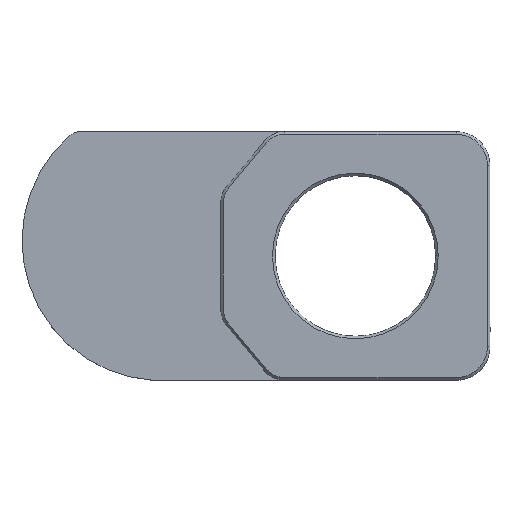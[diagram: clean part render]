
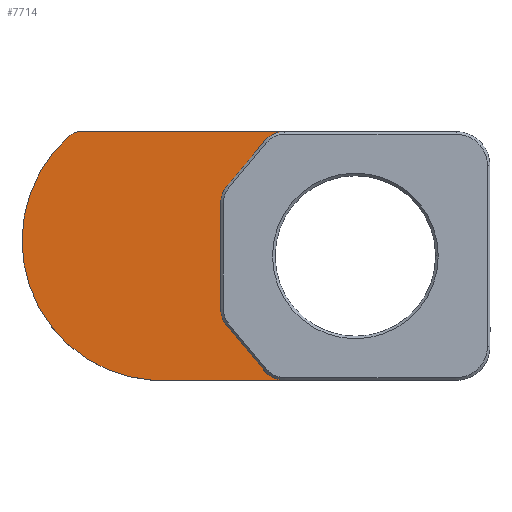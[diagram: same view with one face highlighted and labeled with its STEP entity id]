
A CAD part, top view. The second image highlights one B-rep face of the part: STEP entity #7714.
In plain terms, the highlighted planar face has unit normal (0, 0, 1).
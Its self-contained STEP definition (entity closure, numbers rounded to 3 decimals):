
#479 = DIRECTION ( 'NONE',  ( -1., 0., 0. ) ) ;
#593 = ORIENTED_EDGE ( 'NONE', *, *, #8447, .F. ) ;
#811 = VERTEX_POINT ( 'NONE', #5639 ) ;
#958 = ORIENTED_EDGE ( 'NONE', *, *, #17425, .F. ) ;
#995 = CIRCLE ( 'NONE', #3293, 5. ) ;
#1002 = CARTESIAN_POINT ( 'NONE',  ( -26., 10.263, 2. ) ) ;
#1149 = ORIENTED_EDGE ( 'NONE', *, *, #6071, .F. ) ;
#1303 = DIRECTION ( 'NONE',  ( 0., -1., 0. ) ) ;
#1695 = EDGE_CURVE ( 'NONE', #5935, #4457, #18052, .T. ) ;
#1846 = VERTEX_POINT ( 'NONE', #5578 ) ;
#2113 = VERTEX_POINT ( 'NONE', #15777 ) ;
#2456 = ORIENTED_EDGE ( 'NONE', *, *, #8512, .F. ) ;
#2588 = DIRECTION ( 'NONE',  ( 0., 0., 1. ) ) ;
#2632 = DIRECTION ( 'NONE',  ( -1., 0., 0. ) ) ;
#3231 = CARTESIAN_POINT ( 'NONE',  ( -21., 10.263, 2. ) ) ;
#3293 = AXIS2_PLACEMENT_3D ( 'NONE', #8781, #8884, #2632 ) ;
#3368 = EDGE_LOOP ( 'NONE', ( #8506, #7319, #2456, #958, #3853, #593, #9531, #7739, #1149, #9607, #15733 ) ) ;
#3625 = CARTESIAN_POINT ( 'NONE',  ( -17.499, 22.214, 2. ) ) ;
#3853 = ORIENTED_EDGE ( 'NONE', *, *, #14888, .F. ) ;
#3910 = AXIS2_PLACEMENT_3D ( 'NONE', #12287, #10754, #17296 ) ;
#4457 = VERTEX_POINT ( 'NONE', #14767 ) ;
#5184 = DIRECTION ( 'NONE',  ( -1., 0., 0. ) ) ;
#5434 = VERTEX_POINT ( 'NONE', #5490 ) ;
#5490 = CARTESIAN_POINT ( 'NONE',  ( -17.499, -22.214, 2. ) ) ;
#5578 = CARTESIAN_POINT ( 'NONE',  ( -55.172, 23.257, 2. ) ) ;
#5639 = CARTESIAN_POINT ( 'NONE',  ( -26., -10.263, 2. ) ) ;
#5935 = VERTEX_POINT ( 'NONE', #19483 ) ;
#6010 = EDGE_CURVE ( 'NONE', #9875, #2113, #9474, .T. ) ;
#6071 = EDGE_CURVE ( 'NONE', #2113, #6635, #9825, .T. ) ;
#6204 = VECTOR ( 'NONE', #18816, 1000. ) ;
#6635 = VERTEX_POINT ( 'NONE', #17092 ) ;
#6972 = VERTEX_POINT ( 'NONE', #9621 ) ;
#7309 = DIRECTION ( 'NONE',  ( -1., 0., 0. ) ) ;
#7319 = ORIENTED_EDGE ( 'NONE', *, *, #15946, .T. ) ;
#7607 = LINE ( 'NONE', #10855, #6204 ) ;
#7714 = ADVANCED_FACE ( 'NONE', ( #9608 ), #15836, .F. ) ;
#7739 = ORIENTED_EDGE ( 'NONE', *, *, #16930, .F. ) ;
#7980 = DIRECTION ( 'NONE',  ( 0., 0., -1. ) ) ;
#8447 = EDGE_CURVE ( 'NONE', #17560, #5434, #7607, .T. ) ;
#8506 = ORIENTED_EDGE ( 'NONE', *, *, #1695, .F. ) ;
#8512 = EDGE_CURVE ( 'NONE', #6972, #1846, #18588, .T. ) ;
#8566 = CARTESIAN_POINT ( 'NONE',  ( -13.668, 24., 2. ) ) ;
#8641 = DIRECTION ( 'NONE',  ( -1., 0., 0. ) ) ;
#8781 = CARTESIAN_POINT ( 'NONE',  ( -13.668, -19., 2. ) ) ;
#8853 = AXIS2_PLACEMENT_3D ( 'NONE', #19176, #14598, #5184 ) ;
#8884 = DIRECTION ( 'NONE',  ( 0., 0., 1. ) ) ;
#8948 = DIRECTION ( 'NONE',  ( 0., 0., 1. ) ) ;
#8988 = LINE ( 'NONE', #1002, #14411 ) ;
#9385 = CARTESIAN_POINT ( 'NONE',  ( -13.668, -24., 2. ) ) ;
#9474 = LINE ( 'NONE', #14079, #19281 ) ;
#9531 = ORIENTED_EDGE ( 'NONE', *, *, #11426, .F. ) ;
#9607 = ORIENTED_EDGE ( 'NONE', *, *, #6010, .F. ) ;
#9608 = FACE_OUTER_BOUND ( 'NONE', #3368, .T. ) ;
#9621 = CARTESIAN_POINT ( 'NONE',  ( -39.112, -24., 2. ) ) ;
#9688 = CARTESIAN_POINT ( 'NONE',  ( -13.668, -24., 2. ) ) ;
#9825 = CIRCLE ( 'NONE', #10480, 5. ) ;
#9875 = VERTEX_POINT ( 'NONE', #3625 ) ;
#10480 = AXIS2_PLACEMENT_3D ( 'NONE', #3231, #18654, #15605 ) ;
#10754 = DIRECTION ( 'NONE',  ( 0., 0., -1. ) ) ;
#10855 = CARTESIAN_POINT ( 'NONE',  ( -24.83, -13.477, 2. ) ) ;
#11426 = EDGE_CURVE ( 'NONE', #811, #17560, #18503, .T. ) ;
#11685 = VECTOR ( 'NONE', #14802, 1000. ) ;
#11738 = AXIS2_PLACEMENT_3D ( 'NONE', #13438, #2588, #7309 ) ;
#12287 = CARTESIAN_POINT ( 'NONE',  ( -37.384, 2.945, 2. ) ) ;
#13103 = EDGE_CURVE ( 'NONE', #4457, #9875, #16314, .T. ) ;
#13438 = CARTESIAN_POINT ( 'NONE',  ( -13.668, 19., 2. ) ) ;
#14079 = CARTESIAN_POINT ( 'NONE',  ( -17.499, 22.214, 2. ) ) ;
#14197 = LINE ( 'NONE', #9688, #17386 ) ;
#14411 = VECTOR ( 'NONE', #1303, 1000. ) ;
#14525 = DIRECTION ( 'NONE',  ( -1., 0., 0. ) ) ;
#14598 = DIRECTION ( 'NONE',  ( 0., 0., 1. ) ) ;
#14767 = CARTESIAN_POINT ( 'NONE',  ( -13.668, 24., 2. ) ) ;
#14802 = DIRECTION ( 'NONE',  ( 1., 0., 0. ) ) ;
#14888 = EDGE_CURVE ( 'NONE', #5434, #19098, #995, .T. ) ;
#15050 = CIRCLE ( 'NONE', #8853, 3. ) ;
#15605 = DIRECTION ( 'NONE',  ( -1., 0., 0. ) ) ;
#15733 = ORIENTED_EDGE ( 'NONE', *, *, #13103, .F. ) ;
#15777 = CARTESIAN_POINT ( 'NONE',  ( -24.83, 13.477, 2. ) ) ;
#15836 = PLANE ( 'NONE',  #17200 ) ;
#15946 = EDGE_CURVE ( 'NONE', #5935, #1846, #15050, .T. ) ;
#16314 = CIRCLE ( 'NONE', #11738, 5. ) ;
#16402 = CARTESIAN_POINT ( 'NONE',  ( -21., -10.263, 2. ) ) ;
#16930 = EDGE_CURVE ( 'NONE', #6635, #811, #8988, .T. ) ;
#17092 = CARTESIAN_POINT ( 'NONE',  ( -26., 10.263, 2. ) ) ;
#17200 = AXIS2_PLACEMENT_3D ( 'NONE', #17370, #7980, #14525 ) ;
#17296 = DIRECTION ( 'NONE',  ( -1., 0., 0. ) ) ;
#17370 = CARTESIAN_POINT ( 'NONE',  ( -37.384, 2.945, 2. ) ) ;
#17386 = VECTOR ( 'NONE', #479, 1000. ) ;
#17425 = EDGE_CURVE ( 'NONE', #19098, #6972, #14197, .T. ) ;
#17432 = DIRECTION ( 'NONE',  ( -0.643, -0.766, 0. ) ) ;
#17560 = VERTEX_POINT ( 'NONE', #19453 ) ;
#18052 = LINE ( 'NONE', #8566, #11685 ) ;
#18193 = AXIS2_PLACEMENT_3D ( 'NONE', #16402, #8948, #8641 ) ;
#18503 = CIRCLE ( 'NONE', #18193, 5. ) ;
#18588 = CIRCLE ( 'NONE', #3910, 27. ) ;
#18654 = DIRECTION ( 'NONE',  ( 0., 0., 1. ) ) ;
#18816 = DIRECTION ( 'NONE',  ( 0.643, -0.766, 0. ) ) ;
#19098 = VERTEX_POINT ( 'NONE', #9385 ) ;
#19176 = CARTESIAN_POINT ( 'NONE',  ( -53.196, 21., 2. ) ) ;
#19281 = VECTOR ( 'NONE', #17432, 1000. ) ;
#19453 = CARTESIAN_POINT ( 'NONE',  ( -24.83, -13.477, 2. ) ) ;
#19483 = CARTESIAN_POINT ( 'NONE',  ( -53.196, 24., 2. ) ) ;
